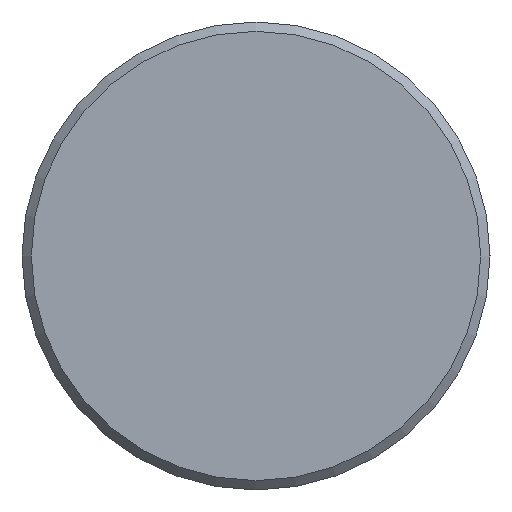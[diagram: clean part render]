
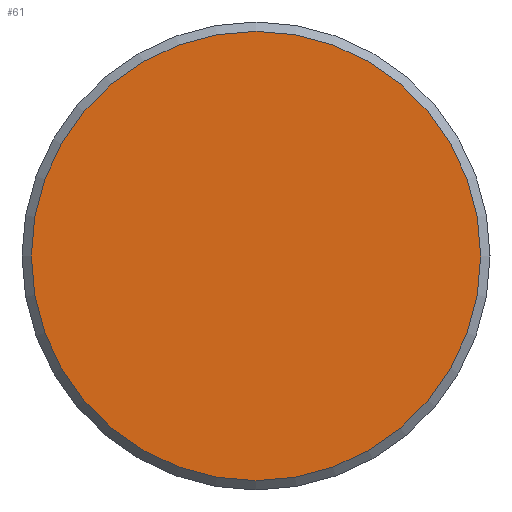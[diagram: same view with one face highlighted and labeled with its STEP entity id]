
A CAD part, left-side view. The second image highlights one B-rep face of the part: STEP entity #61.
In plain terms, the highlighted planar face has unit normal (-1, 0, 0).
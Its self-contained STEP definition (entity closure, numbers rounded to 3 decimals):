
#61 = ADVANCED_FACE( '', ( #130 ), #131, .F. );
#130 = FACE_OUTER_BOUND( '', #195, .T. );
#131 = PLANE( '', #196 );
#195 = EDGE_LOOP( '', ( #276 ) );
#196 = AXIS2_PLACEMENT_3D( '', #277, #278, #279 );
#276 = ORIENTED_EDGE( '', *, *, #308, .F. );
#277 = CARTESIAN_POINT( '', ( -4., 0., 0. ) );
#278 = DIRECTION( '', ( 1., 0., 0. ) );
#279 = DIRECTION( '', ( 0., 0., -1. ) );
#308 = EDGE_CURVE( '', #344, #344, #345, .T. );
#344 = VERTEX_POINT( '', #387 );
#345 = CIRCLE( '', #388, 9.6 );
#387 = CARTESIAN_POINT( '', ( -4., 0., -9.6 ) );
#388 = AXIS2_PLACEMENT_3D( '', #433, #434, #435 );
#433 = CARTESIAN_POINT( '', ( -4., 0., 0. ) );
#434 = DIRECTION( '', ( 1., 0., 0. ) );
#435 = DIRECTION( '', ( 0., 0., -1. ) );
